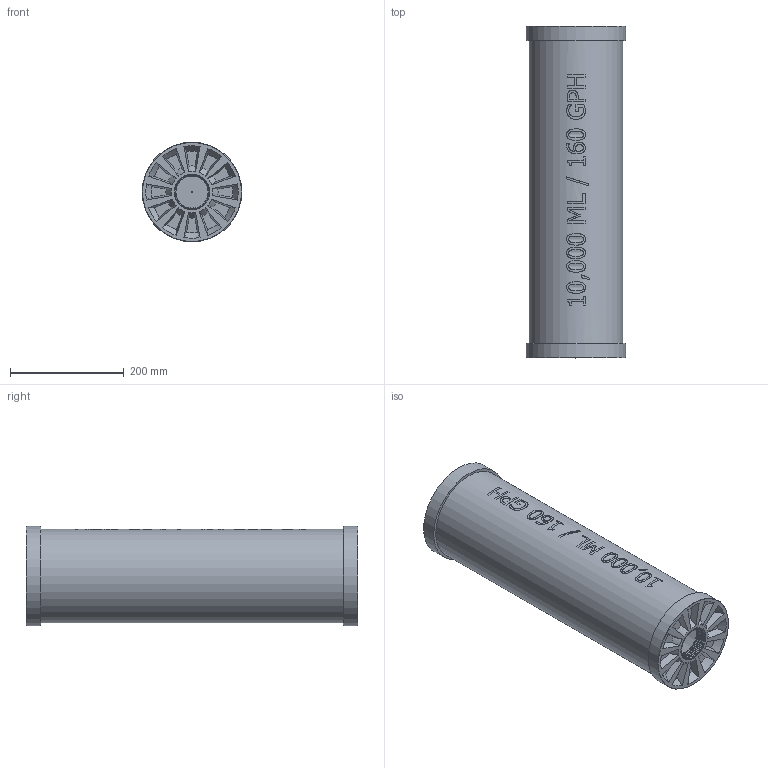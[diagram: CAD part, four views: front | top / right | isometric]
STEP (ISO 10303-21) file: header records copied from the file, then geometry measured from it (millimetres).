
FILE_DESCRIPTION((''),'2;1');
FILE_NAME('PV#3-10000_R0.stp','2016-03-18T13:58:05',('Engineering'),(''),'Autodesk Inventor 2009','Autodesk Inventor 2009','');
FILE_SCHEMA(('AUTOMOTIVE_DESIGN { 1 0 10303 214 1 1 1 1 }'));
Length unit declared in the file: inch
Products named in the file (4): PV#3-10000_R0; PV10000-ENCAP; PV-10000-TUBE_R0; PV10000-DSCAP
Assembly tree (3 placements, depth 2):
  PV#3-10000_R0
    PV10000-ENCAP
    PV-10000-TUBE_R0
    PV10000-DSCAP
Bounding box: 175.41 x 584.2 x 175.41 mm (x, y, z)
Volume: 1646817.1 mm3; surface area: 737743.2 mm2
Topology: 3 solids, 3 shells, 404 faces, 1039 edges, 678 vertices
Faces by surface type: bspline 171, plane 143, cone 46, cylinder 44
Full cylindrical faces by diameter (mm): 56.358 x9, 160.528 x1, 165.1 x1, 175.412 x1
Entity records: 62023 total; most frequent: CARTESIAN_POINT 53484, ORIENTED_EDGE 2044, DIRECTION 1193, EDGE_CURVE 1022, VERTEX_POINT 674, VECTOR 485, LINE 485, EDGE_LOOP 460
